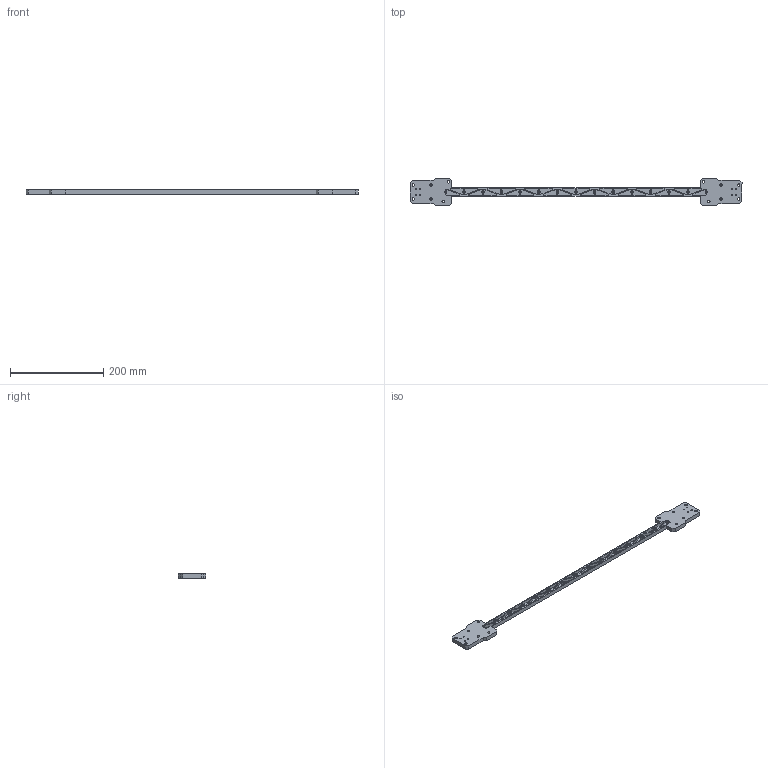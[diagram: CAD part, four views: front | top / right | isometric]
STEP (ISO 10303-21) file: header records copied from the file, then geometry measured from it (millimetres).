
FILE_DESCRIPTION(/* description */ (''),/* implementation_level */ '2;1');
FILE_NAME(/* name */ 'Carriage X New MGN9 v1.step',/* time_stamp */ '2021-08-08T11:11:06+02:00',/* author */ (''),/* organization */ (''),/* preprocessor_version */ 'ST-DEVELOPER v18.1',/* originating_system */ 'Autodesk Translation Framework v10.9.0.1377',/* authorisation */ '');
FILE_SCHEMA (('AUTOMOTIVE_DESIGN { 1 0 10303 214 3 1 1 }'));
Length unit declared in the file: millimetre
Products named in the file (1): Carriage X New MGN9
Bounding box: 712 x 60 x 8.75 mm (x, y, z)
Volume: 127342.5 mm3; surface area: 68030.9 mm2
Topology: 1 solids, 1 shells, 373 faces, 1029 edges, 686 vertices
Faces by surface type: cylinder 203, plane 170
Full cylindrical faces by diameter (mm): 2.5 x23, 5 x12
Entity records: 12202 total; most frequent: DIRECTION 2183, CARTESIAN_POINT 2089, ORIENTED_EDGE 2058, EDGE_CURVE 1029, AXIS2_PLACEMENT_3D 780, VERTEX_POINT 686, LINE 623, VECTOR 623
